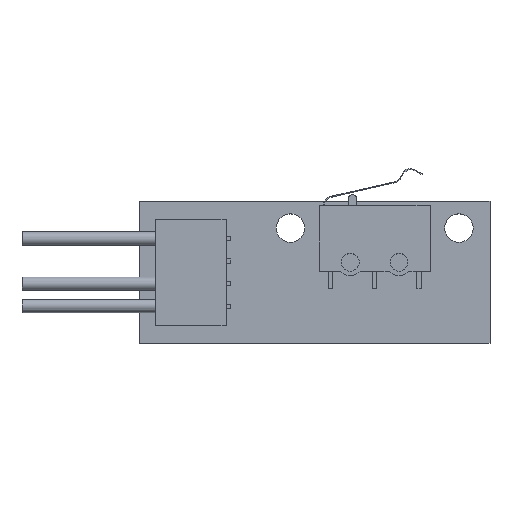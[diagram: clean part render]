
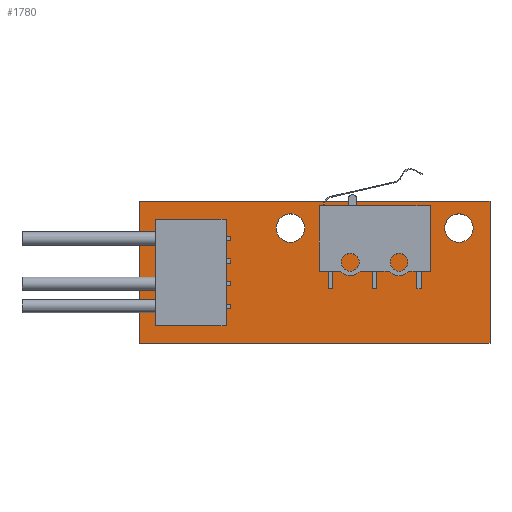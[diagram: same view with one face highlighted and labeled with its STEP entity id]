
A CAD part, top view. The second image highlights one B-rep face of the part: STEP entity #1780.
In plain terms, the highlighted planar face has unit normal (0, 0, 1).
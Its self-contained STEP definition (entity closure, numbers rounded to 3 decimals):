
#43=FACE_BOUND('',#265,.T.);
#44=FACE_BOUND('',#266,.T.);
#58=PLANE('',#1919);
#154=FACE_OUTER_BOUND('',#264,.T.);
#264=EDGE_LOOP('',(#1284,#1285,#1286,#1287));
#265=EDGE_LOOP('',(#1288));
#266=EDGE_LOOP('',(#1289));
#383=LINE('',#2574,#600);
#386=LINE('',#2580,#603);
#389=LINE('',#2586,#606);
#392=LINE('',#2590,#609);
#600=VECTOR('',#2071,10.);
#603=VECTOR('',#2076,10.);
#606=VECTOR('',#2081,10.);
#609=VECTOR('',#2086,10.);
#813=CIRCLE('',#1910,1.6);
#815=CIRCLE('',#1913,1.6);
#845=VERTEX_POINT('',#2556);
#847=VERTEX_POINT('',#2562);
#851=VERTEX_POINT('',#2571);
#852=VERTEX_POINT('',#2573);
#854=VERTEX_POINT('',#2579);
#856=VERTEX_POINT('',#2585);
#1011=EDGE_CURVE('',#845,#845,#813,.T.);
#1014=EDGE_CURVE('',#847,#847,#815,.T.);
#1019=EDGE_CURVE('',#852,#851,#383,.T.);
#1022=EDGE_CURVE('',#854,#852,#386,.T.);
#1025=EDGE_CURVE('',#856,#854,#389,.T.);
#1028=EDGE_CURVE('',#851,#856,#392,.T.);
#1284=ORIENTED_EDGE('',*,*,#1028,.T.);
#1285=ORIENTED_EDGE('',*,*,#1025,.T.);
#1286=ORIENTED_EDGE('',*,*,#1022,.T.);
#1287=ORIENTED_EDGE('',*,*,#1019,.T.);
#1288=ORIENTED_EDGE('',*,*,#1014,.T.);
#1289=ORIENTED_EDGE('',*,*,#1011,.T.);
#1780=ADVANCED_FACE('',(#154,#43,#44),#58,.T.);
#1910=AXIS2_PLACEMENT_3D('',#2557,#2055,#2056);
#1913=AXIS2_PLACEMENT_3D('',#2563,#2062,#2063);
#1919=AXIS2_PLACEMENT_3D('',#2591,#2087,#2088);
#2055=DIRECTION('center_axis',(0.,0.,-1.));
#2056=DIRECTION('ref_axis',(1.,0.,0.));
#2062=DIRECTION('center_axis',(0.,0.,-1.));
#2063=DIRECTION('ref_axis',(1.,0.,0.));
#2071=DIRECTION('',(1.,0.,0.));
#2076=DIRECTION('',(0.,-1.,0.));
#2081=DIRECTION('',(-1.,0.,0.));
#2086=DIRECTION('',(0.,1.,0.));
#2087=DIRECTION('center_axis',(0.,0.,1.));
#2088=DIRECTION('ref_axis',(1.,0.,0.));
#2556=CARTESIAN_POINT('',(-4.35,5.,1.2));
#2557=CARTESIAN_POINT('Origin',(-2.75,5.,1.2));
#2562=CARTESIAN_POINT('',(14.65,5.,1.2));
#2563=CARTESIAN_POINT('Origin',(16.25,5.,1.2));
#2571=CARTESIAN_POINT('',(19.75,-8.,1.2));
#2573=CARTESIAN_POINT('',(-19.75,-8.,1.2));
#2574=CARTESIAN_POINT('',(-19.75,-8.,1.2));
#2579=CARTESIAN_POINT('',(-19.75,8.,1.2));
#2580=CARTESIAN_POINT('',(-19.75,8.,1.2));
#2585=CARTESIAN_POINT('',(19.75,8.,1.2));
#2586=CARTESIAN_POINT('',(19.75,8.,1.2));
#2590=CARTESIAN_POINT('',(19.75,-8.,1.2));
#2591=CARTESIAN_POINT('Origin',(0.,0.,1.2));
